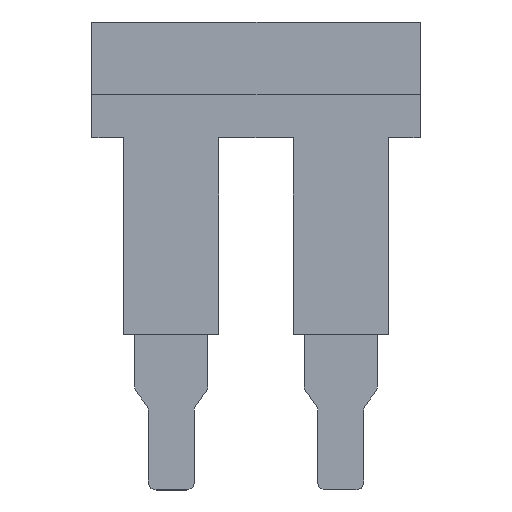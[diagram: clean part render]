
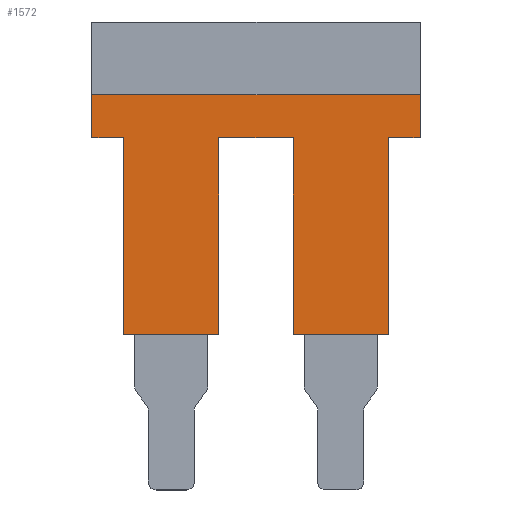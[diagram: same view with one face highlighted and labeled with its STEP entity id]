
A CAD part, top view. The second image highlights one B-rep face of the part: STEP entity #1572.
In plain terms, the highlighted planar face has unit normal (0, 0, 1).
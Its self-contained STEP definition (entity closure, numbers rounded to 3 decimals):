
#116 = LINE ( 'NONE', #143, #1286 ) ;
#124 = LINE ( 'NONE', #132, #1259 ) ;
#125 = CARTESIAN_POINT ( 'NONE',  ( -1.329, -12.4, 4.1 ) ) ;
#128 = LINE ( 'NONE', #125, #1263 ) ;
#130 = DIRECTION ( 'NONE',  ( -1., 0., 0. ) ) ;
#132 = CARTESIAN_POINT ( 'NONE',  ( 20.7, 7.3, 4.1 ) ) ;
#143 = CARTESIAN_POINT ( 'NONE',  ( 0., 7.3, 4.1 ) ) ;
#153 = DIRECTION ( 'NONE',  ( 0., -1., 0. ) ) ;
#169 = DIRECTION ( 'NONE',  ( 0., 1., 0. ) ) ;
#174 = LINE ( 'NONE', #232, #1341 ) ;
#175 = CARTESIAN_POINT ( 'NONE',  ( 18.7, 0., 4.1 ) ) ;
#176 = CARTESIAN_POINT ( 'NONE',  ( 0., 0., 4.1 ) ) ;
#181 = LINE ( 'NONE', #176, #1285 ) ;
#200 = LINE ( 'NONE', #210, #1279 ) ;
#201 = DIRECTION ( 'NONE',  ( 0., 1., 0. ) ) ;
#202 = DIRECTION ( 'NONE',  ( 0., -1., 0. ) ) ;
#207 = DIRECTION ( 'NONE',  ( 1., 0., 0. ) ) ;
#210 = CARTESIAN_POINT ( 'NONE',  ( 12.7, -12.5, 4.1 ) ) ;
#216 = LINE ( 'NONE', #175, #1269 ) ;
#217 = LINE ( 'NONE', #222, #1339 ) ;
#222 = CARTESIAN_POINT ( 'NONE',  ( 20.7, 0., 4.1 ) ) ;
#226 = DIRECTION ( 'NONE',  ( 0., 1., 0. ) ) ;
#231 = LINE ( 'NONE', #247, #1282 ) ;
#232 = CARTESIAN_POINT ( 'NONE',  ( 0., -12.4, 4.1 ) ) ;
#236 = DIRECTION ( 'NONE',  ( 1., 0., 0. ) ) ;
#247 = CARTESIAN_POINT ( 'NONE',  ( 8., 0., 4.1 ) ) ;
#248 = DIRECTION ( 'NONE',  ( -1., 0., 0. ) ) ;
#300 = LINE ( 'NONE', #302, #1325 ) ;
#302 = CARTESIAN_POINT ( 'NONE',  ( 18.7, 2.7, 4.1 ) ) ;
#305 = DIRECTION ( 'NONE',  ( -1., 0., 0. ) ) ;
#433 = VERTEX_POINT ( 'NONE', #569 ) ;
#434 = VERTEX_POINT ( 'NONE', #868 ) ;
#440 = VERTEX_POINT ( 'NONE', #836 ) ;
#446 = VERTEX_POINT ( 'NONE', #822 ) ;
#451 = VERTEX_POINT ( 'NONE', #854 ) ;
#472 = VERTEX_POINT ( 'NONE', #912 ) ;
#479 = VERTEX_POINT ( 'NONE', #914 ) ;
#493 = VERTEX_POINT ( 'NONE', #875 ) ;
#496 = VERTEX_POINT ( 'NONE', #877 ) ;
#497 = VERTEX_POINT ( 'NONE', #911 ) ;
#512 = VERTEX_POINT ( 'NONE', #918 ) ;
#514 = EDGE_LOOP ( 'NONE', ( #778, #755, #799, #789, #783, #679, #788, #771, #794, #774, #787, #748 ) ) ;
#546 = VERTEX_POINT ( 'NONE', #925 ) ;
#569 = CARTESIAN_POINT ( 'NONE',  ( 0., 2.7, 4.1 ) ) ;
#679 = ORIENTED_EDGE ( 'NONE', *, *, #1469, .T. ) ;
#748 = ORIENTED_EDGE ( 'NONE', *, *, #1493, .T. ) ;
#755 = ORIENTED_EDGE ( 'NONE', *, *, #1497, .T. ) ;
#771 = ORIENTED_EDGE ( 'NONE', *, *, #1564, .T. ) ;
#774 = ORIENTED_EDGE ( 'NONE', *, *, #1504, .T. ) ;
#778 = ORIENTED_EDGE ( 'NONE', *, *, #1472, .F. ) ;
#783 = ORIENTED_EDGE ( 'NONE', *, *, #1521, .T. ) ;
#787 = ORIENTED_EDGE ( 'NONE', *, *, #1577, .T. ) ;
#788 = ORIENTED_EDGE ( 'NONE', *, *, #1491, .T. ) ;
#789 = ORIENTED_EDGE ( 'NONE', *, *, #1474, .T. ) ;
#794 = ORIENTED_EDGE ( 'NONE', *, *, #1506, .F. ) ;
#799 = ORIENTED_EDGE ( 'NONE', *, *, #1513, .T. ) ;
#822 = CARTESIAN_POINT ( 'NONE',  ( 18.7, 0., 4.1 ) ) ;
#836 = CARTESIAN_POINT ( 'NONE',  ( 12.7, -12.4, 4.1 ) ) ;
#854 = CARTESIAN_POINT ( 'NONE',  ( 18.7, -12.4, 4.1 ) ) ;
#868 = CARTESIAN_POINT ( 'NONE',  ( 0., 0., 4.1 ) ) ;
#875 = CARTESIAN_POINT ( 'NONE',  ( 12.7, 0., 4.1 ) ) ;
#877 = CARTESIAN_POINT ( 'NONE',  ( 2., 0., 4.1 ) ) ;
#911 = CARTESIAN_POINT ( 'NONE',  ( 20.7, 0., 4.1 ) ) ;
#912 = CARTESIAN_POINT ( 'NONE',  ( 8., -12.4, 4.1 ) ) ;
#914 = CARTESIAN_POINT ( 'NONE',  ( 20.7, 2.7, 4.1 ) ) ;
#918 = CARTESIAN_POINT ( 'NONE',  ( 8., 0., 4.1 ) ) ;
#925 = CARTESIAN_POINT ( 'NONE',  ( 2., -12.4, 4.1 ) ) ;
#1050 = FACE_OUTER_BOUND ( 'NONE', #514, .T. ) ;
#1052 = CARTESIAN_POINT ( 'NONE',  ( 18.7, 0., 4.1 ) ) ;
#1057 = PLANE ( 'NONE',  #1376 ) ;
#1060 = DIRECTION ( 'NONE',  ( 0., 0., 1. ) ) ;
#1072 = CARTESIAN_POINT ( 'NONE',  ( 2., -12.5, 4.1 ) ) ;
#1073 = DIRECTION ( 'NONE',  ( 0., -1., 0. ) ) ;
#1077 = LINE ( 'NONE', #1072, #1360 ) ;
#1087 = DIRECTION ( 'NONE',  ( 1., 0., 0. ) ) ;
#1106 = DIRECTION ( 'NONE',  ( 1., 0., 0. ) ) ;
#1114 = LINE ( 'NONE', #1137, #1397 ) ;
#1137 = CARTESIAN_POINT ( 'NONE',  ( 8., 0., 4.1 ) ) ;
#1259 = VECTOR ( 'NONE', #169, 1000. ) ;
#1263 = VECTOR ( 'NONE', #130, 1000. ) ;
#1269 = VECTOR ( 'NONE', #201, 1000. ) ;
#1279 = VECTOR ( 'NONE', #202, 1000. ) ;
#1282 = VECTOR ( 'NONE', #226, 1000. ) ;
#1285 = VECTOR ( 'NONE', #207, 1000. ) ;
#1286 = VECTOR ( 'NONE', #153, 1000. ) ;
#1325 = VECTOR ( 'NONE', #305, 1000. ) ;
#1339 = VECTOR ( 'NONE', #236, 1000. ) ;
#1341 = VECTOR ( 'NONE', #248, 1000. ) ;
#1360 = VECTOR ( 'NONE', #1073, 1000. ) ;
#1376 = AXIS2_PLACEMENT_3D ( 'NONE', #1052, #1060, #1087 ) ;
#1397 = VECTOR ( 'NONE', #1106, 1000. ) ;
#1469 = EDGE_CURVE ( 'NONE', #433, #434, #116, .T. ) ;
#1472 = EDGE_CURVE ( 'NONE', #451, #440, #128, .T. ) ;
#1474 = EDGE_CURVE ( 'NONE', #497, #479, #124, .T. ) ;
#1491 = EDGE_CURVE ( 'NONE', #434, #496, #181, .T. ) ;
#1493 = EDGE_CURVE ( 'NONE', #493, #440, #200, .T. ) ;
#1497 = EDGE_CURVE ( 'NONE', #451, #446, #216, .T. ) ;
#1504 = EDGE_CURVE ( 'NONE', #472, #512, #231, .T. ) ;
#1506 = EDGE_CURVE ( 'NONE', #472, #546, #174, .T. ) ;
#1513 = EDGE_CURVE ( 'NONE', #446, #497, #217, .T. ) ;
#1521 = EDGE_CURVE ( 'NONE', #479, #433, #300, .T. ) ;
#1564 = EDGE_CURVE ( 'NONE', #496, #546, #1077, .T. ) ;
#1572 = ADVANCED_FACE ( 'NONE', ( #1050 ), #1057, .T. ) ;
#1577 = EDGE_CURVE ( 'NONE', #512, #493, #1114, .T. ) ;
